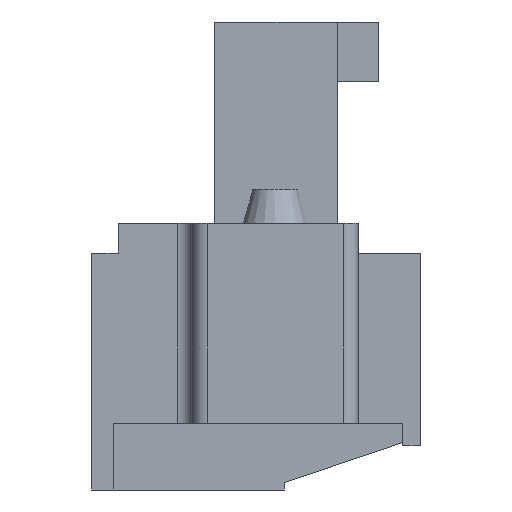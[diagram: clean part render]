
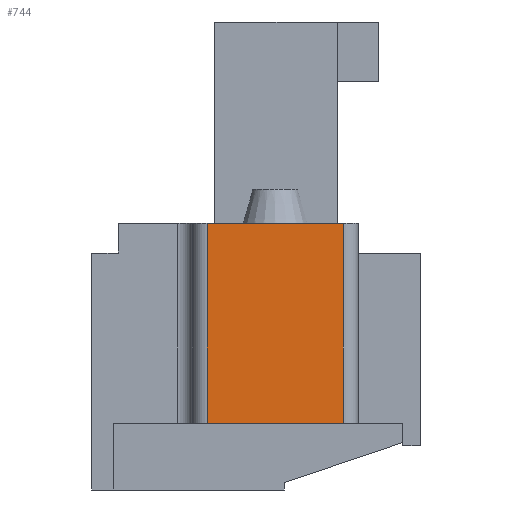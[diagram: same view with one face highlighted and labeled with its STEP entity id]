
A CAD part, left-side view. The second image highlights one B-rep face of the part: STEP entity #744.
In plain terms, the highlighted planar face has unit normal (-1, 0, 0).
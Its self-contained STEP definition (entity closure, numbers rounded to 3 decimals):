
#744 = ADVANCED_FACE( '', ( #1559 ), #1560, .T. );
#1559 = FACE_OUTER_BOUND( '', #2505, .T. );
#1560 = PLANE( '', #2506 );
#2505 = EDGE_LOOP( '', ( #4199, #4200, #4201, #4202 ) );
#2506 = AXIS2_PLACEMENT_3D( '', #4203, #4204, #4205 );
#4199 = ORIENTED_EDGE( '', *, *, #6271, .T. );
#4200 = ORIENTED_EDGE( '', *, *, #5772, .T. );
#4201 = ORIENTED_EDGE( '', *, *, #6272, .T. );
#4202 = ORIENTED_EDGE( '', *, *, #6273, .T. );
#4203 = CARTESIAN_POINT( '', ( -9.01, 0., 0. ) );
#4204 = DIRECTION( '', ( -1., 0., 0. ) );
#4205 = DIRECTION( '', ( 0., 0., 1. ) );
#5772 = EDGE_CURVE( '', #6906, #6910, #6912, .T. );
#6271 = EDGE_CURVE( '', #7704, #6906, #7705, .T. );
#6272 = EDGE_CURVE( '', #6910, #7706, #7707, .T. );
#6273 = EDGE_CURVE( '', #7706, #7704, #7708, .T. );
#6906 = VERTEX_POINT( '', #8532 );
#6910 = VERTEX_POINT( '', #8537 );
#6912 = LINE( '', #8539, #8540 );
#7704 = VERTEX_POINT( '', #9684 );
#7705 = LINE( '', #9685, #9686 );
#7706 = VERTEX_POINT( '', #9687 );
#7707 = LINE( '', #9688, #9689 );
#7708 = LINE( '', #9690, #9691 );
#8532 = CARTESIAN_POINT( '', ( -9.01, 1.05, 5. ) );
#8537 = CARTESIAN_POINT( '', ( -9.01, 1.05, -1.75 ) );
#8539 = CARTESIAN_POINT( '', ( -9.01, 1.05, -1.75 ) );
#8540 = VECTOR( '', #10489, 1000. );
#9684 = CARTESIAN_POINT( '', ( -9.01, -3.55, 5. ) );
#9685 = CARTESIAN_POINT( '', ( -9.01, -4.05, 5. ) );
#9686 = VECTOR( '', #10988, 1000. );
#9687 = CARTESIAN_POINT( '', ( -9.01, -3.55, -1.75 ) );
#9688 = CARTESIAN_POINT( '', ( -9.01, 1.55, -1.75 ) );
#9689 = VECTOR( '', #10989, 1000. );
#9690 = CARTESIAN_POINT( '', ( -9.01, -3.55, 5. ) );
#9691 = VECTOR( '', #10990, 1000. );
#10489 = DIRECTION( '', ( 0., 0., -1. ) );
#10988 = DIRECTION( '', ( 0., 1., 0. ) );
#10989 = DIRECTION( '', ( 0., -1., 0. ) );
#10990 = DIRECTION( '', ( 0., 0., 1. ) );
